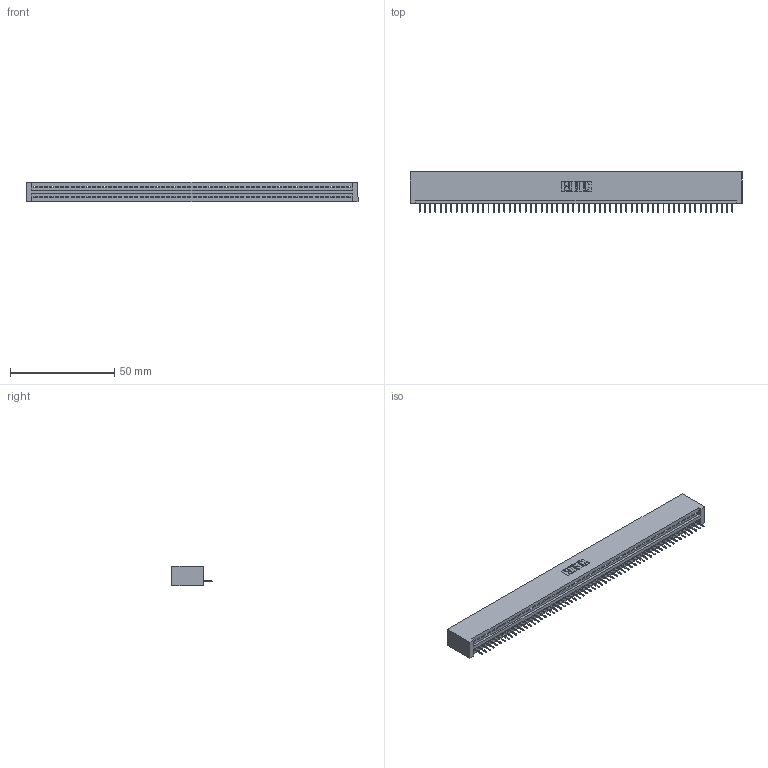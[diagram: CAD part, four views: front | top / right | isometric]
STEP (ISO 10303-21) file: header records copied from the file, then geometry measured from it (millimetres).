
FILE_DESCRIPTION (( 'STEP AP203' ), '1' );
FILE_NAME ('395-060-524-101.STEP', '2018-11-23T12:32:01', ( '' ), ( '' ), 'SwSTEP 2.0', 'SolidWorks 2016', '' );
FILE_SCHEMA (( 'CONFIG_CONTROL_DESIGN' ));
Length unit declared in the file: inch
Products named in the file (3): 345 Part_No Mounting Lugs; 395-060-524-101; 345-292-001_345-293-124
Assembly tree (61 placements, depth 2):
  395-060-524-101
    345 Part_No Mounting Lugs
    345-292-001_345-293-124  x60
Bounding box: 159 x 19.35 x 9.4 mm (x, y, z)
Volume: 15597.2 mm3; surface area: 20404.2 mm2
Topology: 61 solids, 61 shells, 3838 faces, 11117 edges, 7170 vertices
Faces by surface type: plane 2836, cylinder 1002
Entity records: 42531 total; most frequent: CARTESIAN_POINT 7372, ORIENTED_EDGE 7366, DIRECTION 6407, EDGE_CURVE 3683, LINE 3323, VECTOR 3323, VERTEX_POINT 2450, AXIS2_PLACEMENT_3D 1542
